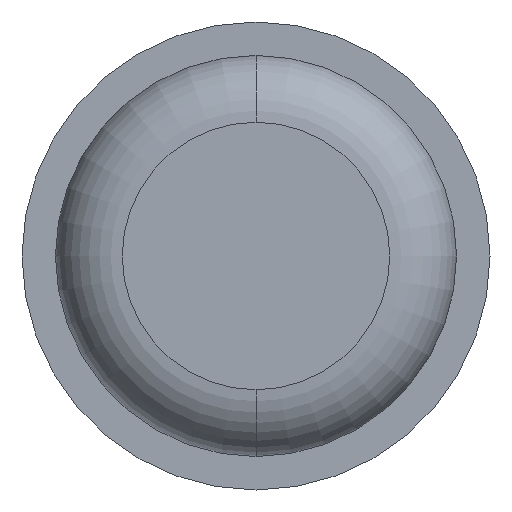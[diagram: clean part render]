
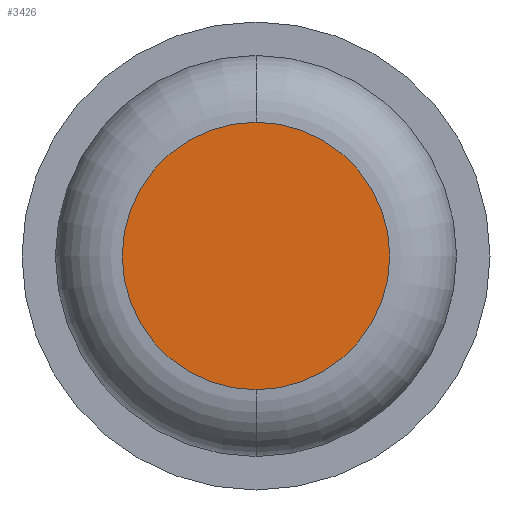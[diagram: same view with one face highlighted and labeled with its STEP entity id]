
A CAD part, front view. The second image highlights one B-rep face of the part: STEP entity #3426.
In plain terms, the highlighted planar face has unit normal (0, -1, 0).
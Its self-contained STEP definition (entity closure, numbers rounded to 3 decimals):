
#69 = AXIS2_PLACEMENT_3D ( 'NONE', #171, #1515, #553 ) ;
#171 = CARTESIAN_POINT ( 'NONE',  ( 0., 0., 0. ) ) ;
#553 = DIRECTION ( 'NONE',  ( 0., 0., -1. ) ) ;
#770 = VERTEX_POINT ( 'NONE', #2003 ) ;
#867 = CIRCLE ( 'NONE', #1344, 1. ) ;
#1136 = DIRECTION ( 'NONE',  ( 0., -1., 0. ) ) ;
#1178 = PLANE ( 'NONE',  #69 ) ;
#1220 = EDGE_LOOP ( 'NONE', ( #4352, #1812 ) ) ;
#1344 = AXIS2_PLACEMENT_3D ( 'NONE', #2474, #1136, #1801 ) ;
#1515 = DIRECTION ( 'NONE',  ( 0., -1., 0. ) ) ;
#1615 = DIRECTION ( 'NONE',  ( 0., 0., -1. ) ) ;
#1801 = DIRECTION ( 'NONE',  ( 0., 0., -1. ) ) ;
#1812 = ORIENTED_EDGE ( 'NONE', *, *, #3571, .T. ) ;
#1828 = CARTESIAN_POINT ( 'NONE',  ( 0., 0., 1. ) ) ;
#2003 = CARTESIAN_POINT ( 'NONE',  ( 0., 0., -1. ) ) ;
#2474 = CARTESIAN_POINT ( 'NONE',  ( 0., 0., 0. ) ) ;
#2655 = CARTESIAN_POINT ( 'NONE',  ( 0., 0., 0. ) ) ;
#3026 = DIRECTION ( 'NONE',  ( 0., -1., 0. ) ) ;
#3311 = FACE_OUTER_BOUND ( 'NONE', #1220, .T. ) ;
#3384 = VERTEX_POINT ( 'NONE', #1828 ) ;
#3426 = ADVANCED_FACE ( 'Defeature ausgef�hrt1_0', ( #3311 ), #1178, .T. ) ;
#3571 = EDGE_CURVE ( 'Defeature ausgef�hrt1_0+Defeature ausgef�hrt1_5+Defeature ausgef�hrt1_5+Defeature ausgef�hrt1_5', #3384, #770, #4116, .T. ) ;
#4114 = EDGE_CURVE ( 'Defeature ausgef�hrt1_0+Defeature ausgef�hrt1_5+Defeature ausgef�hrt1_5+Defeature ausgef�hrt1_5', #770, #3384, #867, .T. ) ;
#4116 = CIRCLE ( 'NONE', #4168, 1. ) ;
#4168 = AXIS2_PLACEMENT_3D ( 'NONE', #2655, #3026, #1615 ) ;
#4352 = ORIENTED_EDGE ( 'NONE', *, *, #4114, .T. ) ;
